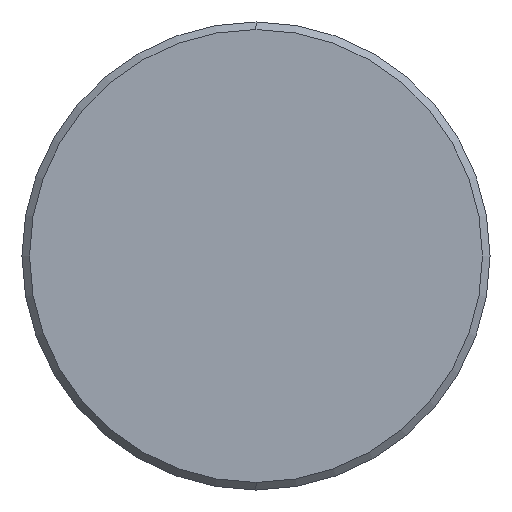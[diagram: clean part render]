
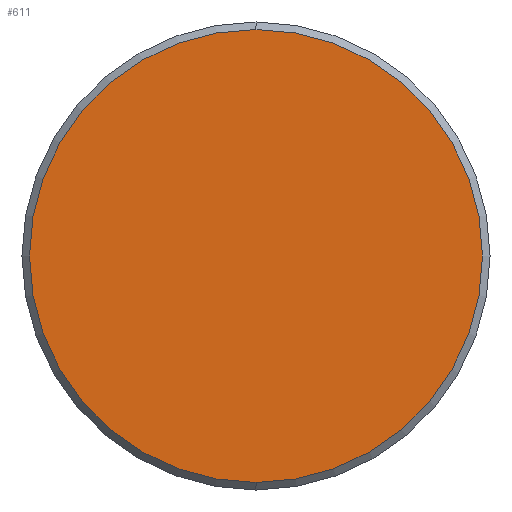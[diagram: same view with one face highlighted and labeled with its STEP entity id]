
A CAD part, left-side view. The second image highlights one B-rep face of the part: STEP entity #611.
In plain terms, the highlighted planar face has unit normal (-1, 0, 0).
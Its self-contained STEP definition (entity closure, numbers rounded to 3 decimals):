
#9 = CIRCLE ( 'NONE', #562, 30. ) ;
#17 = EDGE_LOOP ( 'NONE', ( #325, #502 ) ) ;
#75 = DIRECTION ( 'NONE',  ( -1., 0., 0. ) ) ;
#138 = DIRECTION ( 'NONE',  ( 0., 0., 1. ) ) ;
#140 = CIRCLE ( 'NONE', #307, 30. ) ;
#247 = AXIS2_PLACEMENT_3D ( 'NONE', #658, #75, #651 ) ;
#259 = CARTESIAN_POINT ( 'NONE',  ( 0., 0., 0. ) ) ;
#287 = VERTEX_POINT ( 'NONE', #417 ) ;
#307 = AXIS2_PLACEMENT_3D ( 'NONE', #443, #490, #138 ) ;
#316 = EDGE_CURVE ( 'NONE', #287, #684, #9, .T. ) ;
#325 = ORIENTED_EDGE ( 'NONE', *, *, #675, .T. ) ;
#343 = CARTESIAN_POINT ( 'NONE',  ( 0., 0., -30. ) ) ;
#366 = DIRECTION ( 'NONE',  ( -1., 0., 0. ) ) ;
#417 = CARTESIAN_POINT ( 'NONE',  ( 0., 0., 30. ) ) ;
#443 = CARTESIAN_POINT ( 'NONE',  ( 0., 0., 0. ) ) ;
#485 = PLANE ( 'NONE',  #247 ) ;
#490 = DIRECTION ( 'NONE',  ( -1., 0., 0. ) ) ;
#502 = ORIENTED_EDGE ( 'NONE', *, *, #316, .T. ) ;
#562 = AXIS2_PLACEMENT_3D ( 'NONE', #259, #366, #622 ) ;
#611 = ADVANCED_FACE ( 'NONE', ( #621 ), #485, .T. ) ;
#621 = FACE_OUTER_BOUND ( 'NONE', #17, .T. ) ;
#622 = DIRECTION ( 'NONE',  ( 0., 0., 1. ) ) ;
#651 = DIRECTION ( 'NONE',  ( 0., 0., 1. ) ) ;
#658 = CARTESIAN_POINT ( 'NONE',  ( 0., 0., 0. ) ) ;
#675 = EDGE_CURVE ( 'NONE', #684, #287, #140, .T. ) ;
#684 = VERTEX_POINT ( 'NONE', #343 ) ;
